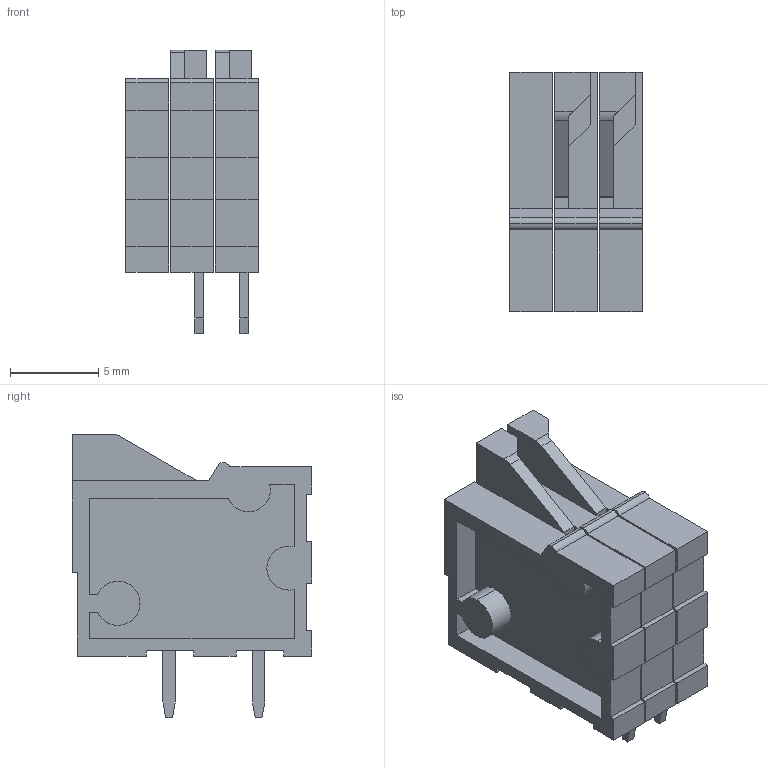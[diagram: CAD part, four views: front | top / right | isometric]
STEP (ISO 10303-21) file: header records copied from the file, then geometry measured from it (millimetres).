
FILE_DESCRIPTION(('FreeCAD Model'),'2;1');
FILE_NAME('Open CASCADE Shape Model','2021-09-23T21:56:49',('Author'),( ''),'Open CASCADE STEP processor 7.5','FreeCAD','Unknown');
FILE_SCHEMA(('AUTOMOTIVE_DESIGN { 1 0 10303 214 1 1 1 1 }'));
Length unit declared in the file: millimetre
Products named in the file (1): User Library-DG141R-2-2.54
Bounding box: 7.52 x 13.6 x 16.1 mm (x, y, z)
Volume: 860 mm3; surface area: 1526.9 mm2
Topology: 9 solids, 9 shells, 185 faces, 486 edges, 322 vertices
Faces by surface type: plane 162, cylinder 19, cone 4
Entity records: 13508 total; most frequent: CARTESIAN_POINT 2226, DIRECTION 1850, LINE 1352, VECTOR 1352, ORIENTED_EDGE 972, PCURVE 972, DEFINITIONAL_REPRESENTATION 972, EDGE_CURVE 486
